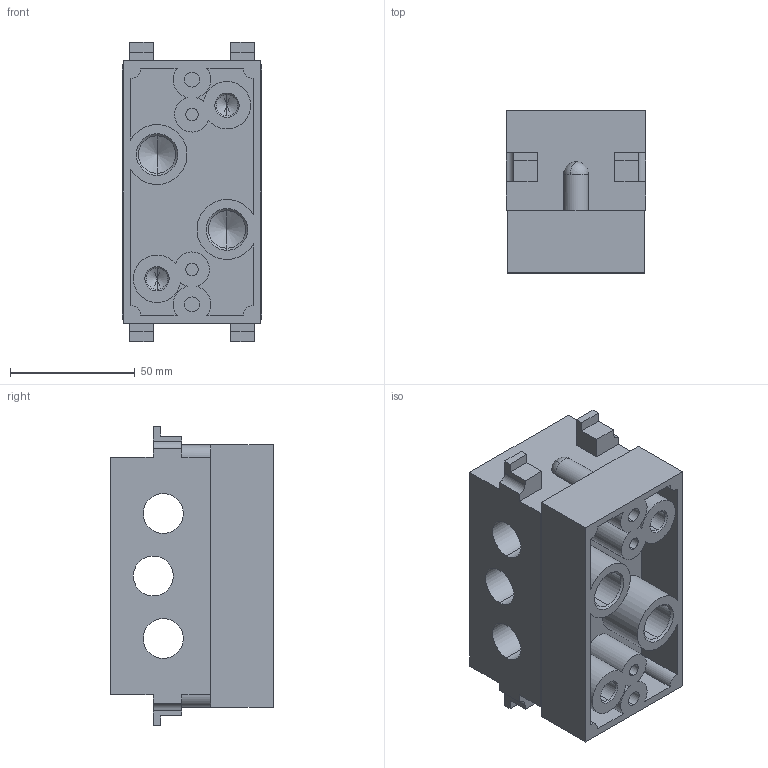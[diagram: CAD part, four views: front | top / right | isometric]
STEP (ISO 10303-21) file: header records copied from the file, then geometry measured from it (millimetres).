
FILE_DESCRIPTION (( 'STEP AP203' ), '1' );
FILE_NAME ('HM-2BG.step', '2022-04-19T17:44:45', ( '' ), ( '' ), 'SwSTEP 2.0', 'SolidWorks 2021', '' );
FILE_SCHEMA (( 'CONFIG_CONTROL_DESIGN' ));
Length unit declared in the file: millimetre
Products named in the file (1): HM-2BG
Bounding box: 56 x 65 x 120 mm (x, y, z)
Volume: 255340.6 mm3; surface area: 60152.2 mm2
Topology: 1 solids, 1 shells, 177 faces, 446 edges, 286 vertices
Faces by surface type: plane 85, cylinder 72, cone 16, sphere 4
Entity records: 5359 total; most frequent: DIRECTION 956, CARTESIAN_POINT 902, ORIENTED_EDGE 876, EDGE_CURVE 438, AXIS2_PLACEMENT_3D 340, VERTEX_POINT 286, LINE 276, VECTOR 276
